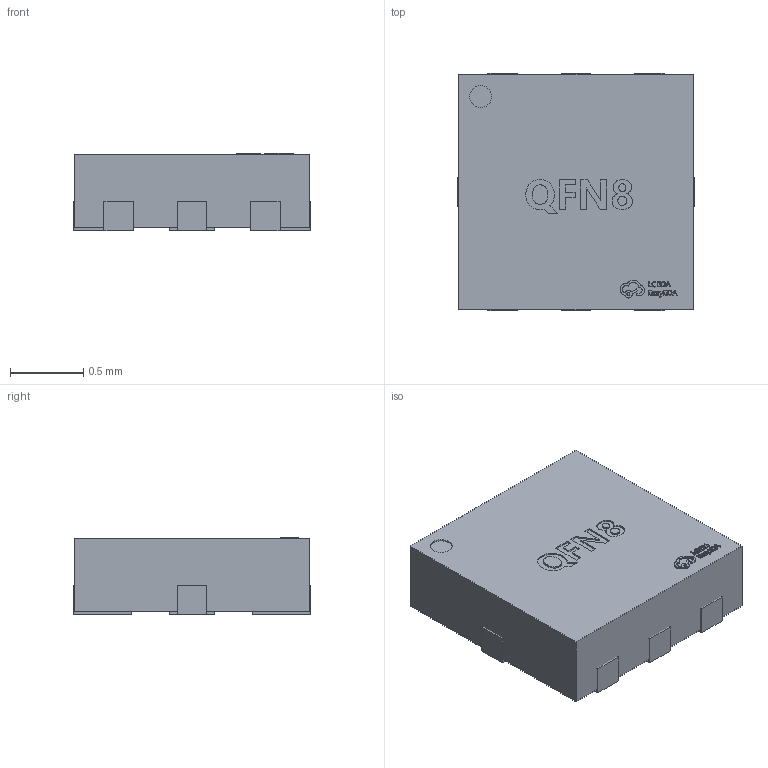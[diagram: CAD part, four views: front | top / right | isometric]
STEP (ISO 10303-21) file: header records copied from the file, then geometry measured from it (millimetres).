
FILE_DESCRIPTION (( 'STEP AP214' ), '1' );
FILE_NAME ('QFN-8_L1.6-W1.6-H0.5-P0.50.step', '2022-07-15T03:48:00', ( '' ), ( '' ), 'SwSTEP 2.0', 'SolidWorks 2020', '' );
FILE_SCHEMA (( 'AUTOMOTIVE_DESIGN' ));
Length unit declared in the file: millimetre
Products named in the file (1): QFN-8_L1.6-W1.6-H0.5-P0.50
Bounding box: 1.62 x 1.62 x 0.53 mm (x, y, z)
Volume: 1.4 mm3; surface area: 12 mm2
Topology: 10 solids, 10 shells, 408 faces, 1062 edges, 708 vertices
Faces by surface type: plane 264, bspline 142, cylinder 2
Entity records: 19653 total; most frequent: CARTESIAN_POINT 6001, ORIENTED_EDGE 2124, DIRECTION 1312, EDGE_CURVE 1062, LINE 770, VECTOR 770, VERTEX_POINT 708, EDGE_LOOP 442
